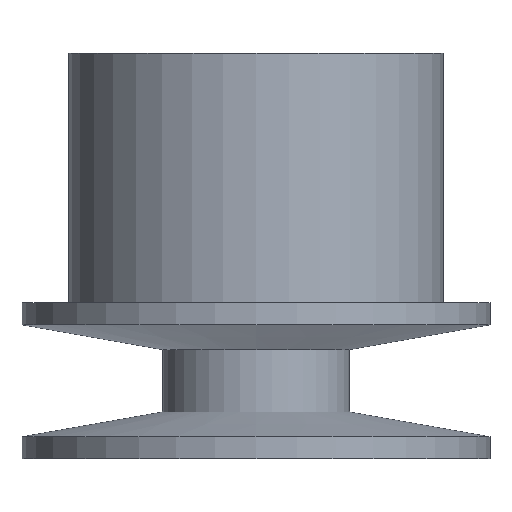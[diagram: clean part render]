
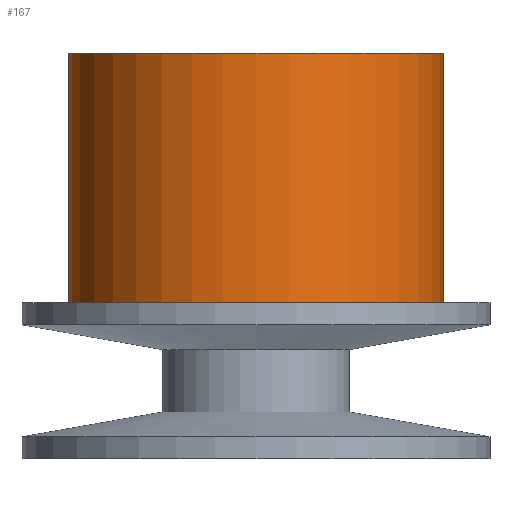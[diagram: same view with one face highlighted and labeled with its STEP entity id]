
A CAD part, front view. The second image highlights one B-rep face of the part: STEP entity #167.
In plain terms, the highlighted cylindrical face has radius 6 mm (diameter 12 mm), a full revolution.
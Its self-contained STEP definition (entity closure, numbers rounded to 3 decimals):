
#22=FACE_BOUND('',#52,.T.);
#27=CIRCLE('',#196,6.);
#28=CIRCLE('',#197,6.);
#38=FACE_OUTER_BOUND('',#51,.T.);
#51=EDGE_LOOP('',(#128,#129,#130,#131));
#52=EDGE_LOOP('',(#132));
#65=LINE('',#353,#73);
#73=VECTOR('',#230,6.);
#81=B_SPLINE_CURVE_WITH_KNOTS('',3,(#308,#309,#310,#311,#312,#313,#314,
#315,#316,#317,#318,#319,#320,#321,#322,#323,#324,#325,#326,#327,#328,#329,
#330,#331,#332,#333,#334,#335,#336,#337,#338,#339,#340,#341),
 .UNSPECIFIED.,.T.,.F.,(4,2,2,2,2,2,2,2,2,2,2,2,2,2,2,2,4),(0.,0.051,
0.102,0.153,0.204,0.255,
0.306,0.357,0.408,0.459,
0.51,0.561,0.612,0.664,
0.715,0.766,0.817),.UNSPECIFIED.);
#84=VERTEX_POINT('',#306);
#87=VERTEX_POINT('',#350);
#88=VERTEX_POINT('',#352);
#98=EDGE_CURVE('',#84,#84,#81,.T.);
#102=EDGE_CURVE('',#87,#87,#27,.T.);
#103=EDGE_CURVE('',#87,#88,#65,.T.);
#104=EDGE_CURVE('',#88,#88,#28,.T.);
#128=ORIENTED_EDGE('',*,*,#102,.F.);
#129=ORIENTED_EDGE('',*,*,#103,.T.);
#130=ORIENTED_EDGE('',*,*,#104,.F.);
#131=ORIENTED_EDGE('',*,*,#103,.F.);
#132=ORIENTED_EDGE('',*,*,#98,.T.);
#160=CYLINDRICAL_SURFACE('',#195,6.);
#167=ADVANCED_FACE('',(#38,#22),#160,.T.);
#195=AXIS2_PLACEMENT_3D('',#349,#226,#227);
#196=AXIS2_PLACEMENT_3D('',#351,#228,#229);
#197=AXIS2_PLACEMENT_3D('',#354,#231,#232);
#226=DIRECTION('center_axis',(0.,0.,1.));
#227=DIRECTION('ref_axis',(-1.,0.,0.));
#228=DIRECTION('center_axis',(0.,0.,1.));
#229=DIRECTION('ref_axis',(-1.,0.,0.));
#230=DIRECTION('',(0.,0.,-1.));
#231=DIRECTION('center_axis',(0.,0.,-1.));
#232=DIRECTION('ref_axis',(-1.,0.,0.));
#306=CARTESIAN_POINT('',(-1.35,5.846,10.));
#308=CARTESIAN_POINT('Ctrl Pts',(-1.35,5.846,10.));
#309=CARTESIAN_POINT('Ctrl Pts',(-1.35,5.846,9.83));
#310=CARTESIAN_POINT('Ctrl Pts',(-1.316,5.854,9.649));
#311=CARTESIAN_POINT('Ctrl Pts',(-1.178,5.884,9.316));
#312=CARTESIAN_POINT('Ctrl Pts',(-1.074,5.904,9.165));
#313=CARTESIAN_POINT('Ctrl Pts',(-0.835,5.943,8.926));
#314=CARTESIAN_POINT('Ctrl Pts',(-0.684,5.963,8.822));
#315=CARTESIAN_POINT('Ctrl Pts',(-0.351,5.992,8.684));
#316=CARTESIAN_POINT('Ctrl Pts',(-0.17,6.,8.65));
#317=CARTESIAN_POINT('Ctrl Pts',(0.17,6.,8.65));
#318=CARTESIAN_POINT('Ctrl Pts',(0.351,5.992,8.684));
#319=CARTESIAN_POINT('Ctrl Pts',(0.684,5.963,8.822));
#320=CARTESIAN_POINT('Ctrl Pts',(0.835,5.943,8.926));
#321=CARTESIAN_POINT('Ctrl Pts',(1.074,5.904,9.165));
#322=CARTESIAN_POINT('Ctrl Pts',(1.178,5.884,9.316));
#323=CARTESIAN_POINT('Ctrl Pts',(1.316,5.854,9.649));
#324=CARTESIAN_POINT('Ctrl Pts',(1.35,5.846,9.83));
#325=CARTESIAN_POINT('Ctrl Pts',(1.35,5.846,10.17));
#326=CARTESIAN_POINT('Ctrl Pts',(1.316,5.854,10.351));
#327=CARTESIAN_POINT('Ctrl Pts',(1.178,5.884,10.684));
#328=CARTESIAN_POINT('Ctrl Pts',(1.074,5.904,10.835));
#329=CARTESIAN_POINT('Ctrl Pts',(0.835,5.943,11.074));
#330=CARTESIAN_POINT('Ctrl Pts',(0.684,5.963,11.178));
#331=CARTESIAN_POINT('Ctrl Pts',(0.351,5.992,11.316));
#332=CARTESIAN_POINT('Ctrl Pts',(0.17,6.,11.35));
#333=CARTESIAN_POINT('Ctrl Pts',(-0.17,6.,11.35));
#334=CARTESIAN_POINT('Ctrl Pts',(-0.351,5.992,11.316));
#335=CARTESIAN_POINT('Ctrl Pts',(-0.684,5.963,11.178));
#336=CARTESIAN_POINT('Ctrl Pts',(-0.835,5.943,11.074));
#337=CARTESIAN_POINT('Ctrl Pts',(-1.074,5.904,10.835));
#338=CARTESIAN_POINT('Ctrl Pts',(-1.178,5.884,10.684));
#339=CARTESIAN_POINT('Ctrl Pts',(-1.316,5.854,10.351));
#340=CARTESIAN_POINT('Ctrl Pts',(-1.35,5.846,10.17));
#341=CARTESIAN_POINT('Ctrl Pts',(-1.35,5.846,10.));
#349=CARTESIAN_POINT('Origin',(0.,0.,5.));
#350=CARTESIAN_POINT('',(6.,0.,13.));
#351=CARTESIAN_POINT('Origin',(0.,0.,13.));
#352=CARTESIAN_POINT('',(6.,0.,5.));
#353=CARTESIAN_POINT('',(6.,0.,5.));
#354=CARTESIAN_POINT('Origin',(0.,0.,5.));
